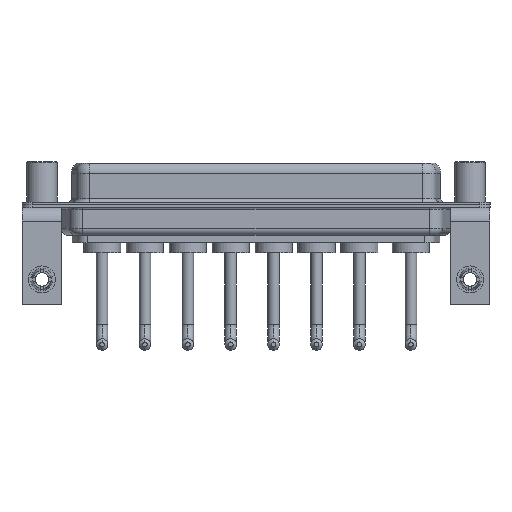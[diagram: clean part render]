
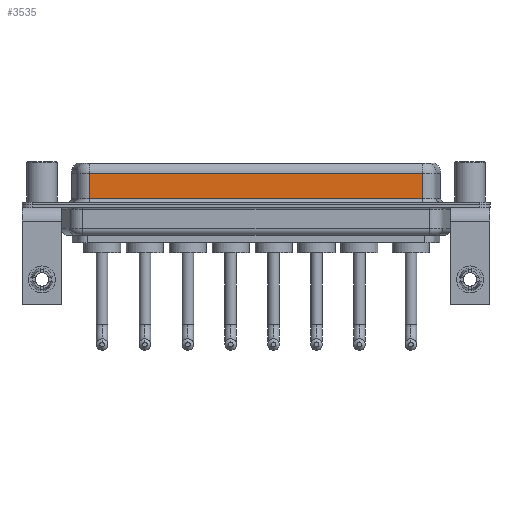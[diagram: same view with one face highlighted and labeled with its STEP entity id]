
A CAD part, front view. The second image highlights one B-rep face of the part: STEP entity #3535.
In plain terms, the highlighted planar face has unit normal (0, -1, 0).
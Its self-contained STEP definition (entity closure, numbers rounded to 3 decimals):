
#263 = DIRECTION ( 'NONE',  ( 0., 0., -1. ) ) ;
#744 = LINE ( 'NONE', #4920, #5790 ) ;
#795 = DIRECTION ( 'NONE',  ( 1., 0., 0. ) ) ;
#1707 = LINE ( 'NONE', #6730, #7773 ) ;
#1728 = CARTESIAN_POINT ( 'NONE',  ( 56.462, -3.95, 0.9 ) ) ;
#1992 = VERTEX_POINT ( 'NONE', #13989 ) ;
#2293 = EDGE_CURVE ( 'NONE', #14627, #4003, #744, .T. ) ;
#2542 = CARTESIAN_POINT ( 'NONE',  ( 56.462, -3.95, 6.4 ) ) ;
#3245 = VECTOR ( 'NONE', #10664, 1000. ) ;
#3419 = ORIENTED_EDGE ( 'NONE', *, *, #8204, .T. ) ;
#3535 = ADVANCED_FACE ( 'NONE', ( #15656 ), #7900, .F. ) ;
#3720 = CARTESIAN_POINT ( 'NONE',  ( 56.462, -3.95, 0.9 ) ) ;
#4003 = VERTEX_POINT ( 'NONE', #3720 ) ;
#4920 = CARTESIAN_POINT ( 'NONE',  ( 56.462, -3.95, 6.4 ) ) ;
#5208 = CARTESIAN_POINT ( 'NONE',  ( 56.462, -3.95, 4.65 ) ) ;
#5532 = CARTESIAN_POINT ( 'NONE',  ( 56.462, -3.95, 4.65 ) ) ;
#5790 = VECTOR ( 'NONE', #8755, 1000. ) ;
#6564 = ORIENTED_EDGE ( 'NONE', *, *, #2293, .F. ) ;
#6730 = CARTESIAN_POINT ( 'NONE',  ( 7.038, -3.95, 6.4 ) ) ;
#7039 = EDGE_LOOP ( 'NONE', ( #6564, #13948, #16360, #3419 ) ) ;
#7129 = VERTEX_POINT ( 'NONE', #15664 ) ;
#7773 = VECTOR ( 'NONE', #263, 1000. ) ;
#7900 = PLANE ( 'NONE',  #10674 ) ;
#8204 = EDGE_CURVE ( 'NONE', #1992, #4003, #9319, .T. ) ;
#8755 = DIRECTION ( 'NONE',  ( 0., 0., -1. ) ) ;
#9319 = LINE ( 'NONE', #1728, #16810 ) ;
#10088 = EDGE_CURVE ( 'NONE', #14627, #7129, #12971, .T. ) ;
#10378 = DIRECTION ( 'NONE',  ( 0., 1., 0. ) ) ;
#10664 = DIRECTION ( 'NONE',  ( -1., 0., 0. ) ) ;
#10674 = AXIS2_PLACEMENT_3D ( 'NONE', #2542, #10378, #13099 ) ;
#11417 = EDGE_CURVE ( 'NONE', #7129, #1992, #1707, .T. ) ;
#12971 = LINE ( 'NONE', #5208, #3245 ) ;
#13099 = DIRECTION ( 'NONE',  ( 0., 0., 1. ) ) ;
#13948 = ORIENTED_EDGE ( 'NONE', *, *, #10088, .T. ) ;
#13989 = CARTESIAN_POINT ( 'NONE',  ( 7.038, -3.95, 0.9 ) ) ;
#14627 = VERTEX_POINT ( 'NONE', #5532 ) ;
#15656 = FACE_OUTER_BOUND ( 'NONE', #7039, .T. ) ;
#15664 = CARTESIAN_POINT ( 'NONE',  ( 7.038, -3.95, 4.65 ) ) ;
#16360 = ORIENTED_EDGE ( 'NONE', *, *, #11417, .T. ) ;
#16810 = VECTOR ( 'NONE', #795, 1000. ) ;
